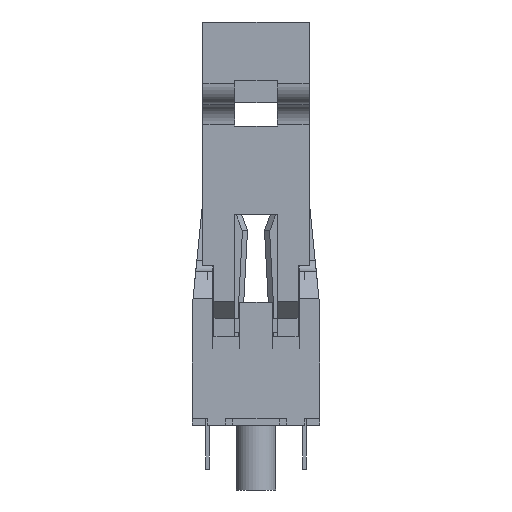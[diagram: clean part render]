
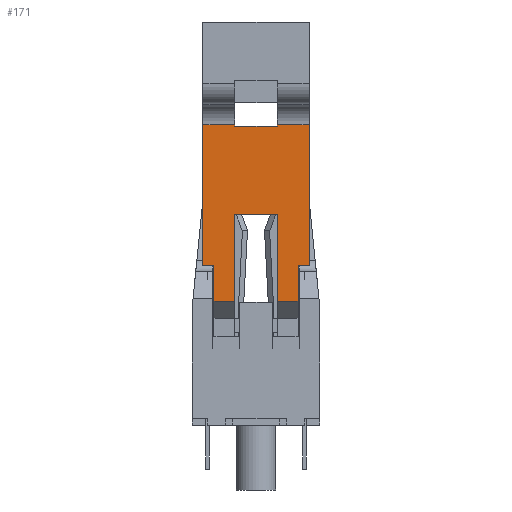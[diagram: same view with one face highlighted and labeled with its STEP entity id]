
A CAD part, left-side view. The second image highlights one B-rep face of the part: STEP entity #171.
In plain terms, the highlighted planar face has unit normal (-1, 0, -0.015).
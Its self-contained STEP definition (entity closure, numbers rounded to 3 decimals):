
#171=ADVANCED_FACE('',(#1274),#1275,.T.);
#1274=FACE_OUTER_BOUND('',#3196,.T.);
#1275=PLANE('',#3197);
#3196=EDGE_LOOP('',(#6465,#6466,#6467,#6468,#6469,#6470,#6471,#6472,#6473,#6474,#6475,#6476,#6477,#6478,#6479,#6480));
#3197=AXIS2_PLACEMENT_3D('',#6481,#6482,#6483);
#6465=ORIENTED_EDGE('',*,*,#13328,.F.);
#6466=ORIENTED_EDGE('',*,*,#12560,.T.);
#6467=ORIENTED_EDGE('',*,*,#13329,.F.);
#6468=ORIENTED_EDGE('',*,*,#13201,.F.);
#6469=ORIENTED_EDGE('',*,*,#13330,.F.);
#6470=ORIENTED_EDGE('',*,*,#13142,.T.);
#6471=ORIENTED_EDGE('',*,*,#13327,.T.);
#6472=ORIENTED_EDGE('',*,*,#13249,.F.);
#6473=ORIENTED_EDGE('',*,*,#13331,.F.);
#6474=ORIENTED_EDGE('',*,*,#13205,.F.);
#6475=ORIENTED_EDGE('',*,*,#13332,.T.);
#6476=ORIENTED_EDGE('',*,*,#12556,.T.);
#6477=ORIENTED_EDGE('',*,*,#13333,.T.);
#6478=ORIENTED_EDGE('',*,*,#13278,.F.);
#6479=ORIENTED_EDGE('',*,*,#13334,.F.);
#6480=ORIENTED_EDGE('',*,*,#13290,.F.);
#6481=CARTESIAN_POINT('',(-47.677,-2.475,0.3));
#6482=DIRECTION('',(-1.,0.0,-0.015));
#6483=DIRECTION('',(-0.015,0.0,1.));
#12556=EDGE_CURVE('',#15144,#15142,#15145,.T.);
#12560=EDGE_CURVE('',#15152,#15150,#15153,.T.);
#13142=EDGE_CURVE('',#16224,#16234,#16236,.T.);
#13201=EDGE_CURVE('',#16338,#16340,#16341,.T.);
#13205=EDGE_CURVE('',#16346,#16348,#16349,.T.);
#13249=EDGE_CURVE('',#16424,#16426,#16427,.T.);
#13278=EDGE_CURVE('',#16478,#16457,#16480,.T.);
#13290=EDGE_CURVE('',#16498,#16489,#16500,.T.);
#13327=EDGE_CURVE('',#16234,#16426,#16545,.T.);
#13328=EDGE_CURVE('',#15152,#16498,#16546,.T.);
#13329=EDGE_CURVE('',#16340,#15150,#16547,.T.);
#13330=EDGE_CURVE('',#16224,#16338,#16548,.T.);
#13331=EDGE_CURVE('',#16348,#16424,#16549,.T.);
#13332=EDGE_CURVE('',#16346,#15144,#16550,.T.);
#13333=EDGE_CURVE('',#15142,#16457,#16551,.T.);
#13334=EDGE_CURVE('',#16489,#16478,#16552,.T.);
#15142=VERTEX_POINT('',#19325);
#15144=VERTEX_POINT('',#19327);
#15145=LINE('',#19328,#19329);
#15150=VERTEX_POINT('',#19336);
#15152=VERTEX_POINT('',#19339);
#15153=LINE('',#19340,#19341);
#16224=VERTEX_POINT('',#20970);
#16234=VERTEX_POINT('',#20984);
#16236=LINE('',#20987,#20988);
#16338=VERTEX_POINT('',#21145);
#16340=VERTEX_POINT('',#21148);
#16341=LINE('',#21149,#21150);
#16346=VERTEX_POINT('',#21157);
#16348=VERTEX_POINT('',#21160);
#16349=LINE('',#21161,#21162);
#16424=VERTEX_POINT('',#21272);
#16426=VERTEX_POINT('',#21274);
#16427=LINE('',#21275,#21276);
#16457=VERTEX_POINT('',#21320);
#16478=VERTEX_POINT('',#21348);
#16480=LINE('',#21351,#21352);
#16489=VERTEX_POINT('',#21365);
#16498=VERTEX_POINT('',#21378);
#16500=LINE('',#21381,#21382);
#16545=LINE('',#21463,#21464);
#16546=LINE('',#21465,#21466);
#16547=LINE('',#21467,#21468);
#16548=LINE('',#21469,#21470);
#16549=LINE('',#21471,#21472);
#16550=LINE('',#21473,#21474);
#16551=LINE('',#21475,#21476);
#16552=LINE('',#21477,#21478);
#19325=CARTESIAN_POINT('',(-47.83,1.25,10.689));
#19327=CARTESIAN_POINT('',(-47.829,1.25,10.589));
#19328=CARTESIAN_POINT('',(-47.829,1.25,10.589));
#19329=VECTOR('',#25492,0.1);
#19336=CARTESIAN_POINT('',(-47.753,1.25,5.429));
#19339=CARTESIAN_POINT('',(-47.677,1.25,0.3));
#19340=CARTESIAN_POINT('',(-47.677,1.25,0.3));
#19341=VECTOR('',#25496,5.13);
#20970=CARTESIAN_POINT('',(-47.677,-2.475,0.3));
#20984=CARTESIAN_POINT('',(-47.709,-2.475,2.429));
#20987=CARTESIAN_POINT('',(-47.677,-2.475,0.3));
#20988=VECTOR('',#26124,2.13);
#21145=CARTESIAN_POINT('',(-47.677,-1.25,0.3));
#21148=CARTESIAN_POINT('',(-47.753,-1.25,5.429));
#21149=CARTESIAN_POINT('',(-47.677,-1.25,0.3));
#21150=VECTOR('',#26187,5.13);
#21157=CARTESIAN_POINT('',(-47.829,-1.25,10.589));
#21160=CARTESIAN_POINT('',(-47.83,-1.25,10.689));
#21161=CARTESIAN_POINT('',(-47.829,-1.25,10.589));
#21162=VECTOR('',#26191,0.1);
#21272=CARTESIAN_POINT('',(-47.83,-3.135,10.689));
#21274=CARTESIAN_POINT('',(-47.709,-3.135,2.429));
#21275=CARTESIAN_POINT('',(-47.83,-3.135,10.689));
#21276=VECTOR('',#26251,8.26);
#21320=CARTESIAN_POINT('',(-47.83,3.135,10.689));
#21348=CARTESIAN_POINT('',(-47.709,3.135,2.429));
#21351=CARTESIAN_POINT('',(-47.709,3.135,2.429));
#21352=VECTOR('',#26292,8.26);
#21365=CARTESIAN_POINT('',(-47.709,2.475,2.429));
#21378=CARTESIAN_POINT('',(-47.677,2.475,0.3));
#21381=CARTESIAN_POINT('',(-47.677,2.475,0.3));
#21382=VECTOR('',#26308,2.13);
#21463=CARTESIAN_POINT('',(-47.709,-2.475,2.429));
#21464=VECTOR('',#26345,0.66);
#21465=CARTESIAN_POINT('',(-47.677,1.25,0.3));
#21466=VECTOR('',#26346,1.225);
#21467=CARTESIAN_POINT('',(-47.753,-1.25,5.429));
#21468=VECTOR('',#26347,2.5);
#21469=CARTESIAN_POINT('',(-47.677,-2.475,0.3));
#21470=VECTOR('',#26348,1.225);
#21471=CARTESIAN_POINT('',(-47.83,-1.25,10.689));
#21472=VECTOR('',#26349,1.885);
#21473=CARTESIAN_POINT('',(-47.829,-1.25,10.589));
#21474=VECTOR('',#26350,2.5);
#21475=CARTESIAN_POINT('',(-47.83,1.25,10.689));
#21476=VECTOR('',#26351,1.885);
#21477=CARTESIAN_POINT('',(-47.709,2.475,2.429));
#21478=VECTOR('',#26352,0.66);
#25492=DIRECTION('',(-0.015,0.0,1.));
#25496=DIRECTION('',(-0.015,0.0,1.));
#26124=DIRECTION('',(-0.015,0.0,1.));
#26187=DIRECTION('',(-0.015,0.0,1.));
#26191=DIRECTION('',(-0.015,0.0,1.));
#26251=DIRECTION('',(0.015,0.0,-1.));
#26292=DIRECTION('',(-0.015,0.0,1.));
#26308=DIRECTION('',(-0.015,0.0,1.));
#26345=DIRECTION('',(0.0,-1.0,0.0));
#26346=DIRECTION('',(0.0,1.0,0.0));
#26347=DIRECTION('',(0.0,1.0,0.0));
#26348=DIRECTION('',(0.0,1.0,0.0));
#26349=DIRECTION('',(0.0,-1.0,0.0));
#26350=DIRECTION('',(0.0,1.0,0.0));
#26351=DIRECTION('',(0.0,1.0,0.0));
#26352=DIRECTION('',(0.0,1.0,0.0));
